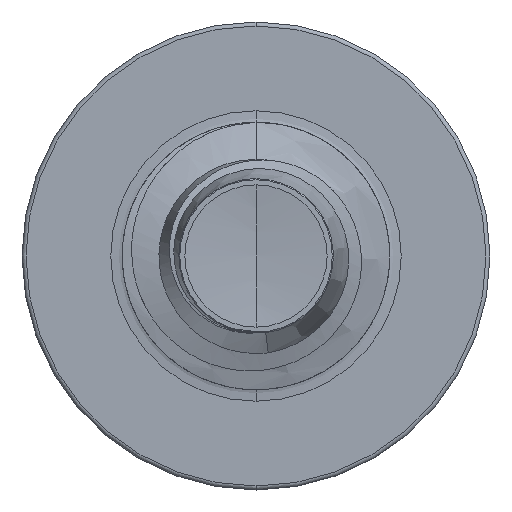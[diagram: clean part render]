
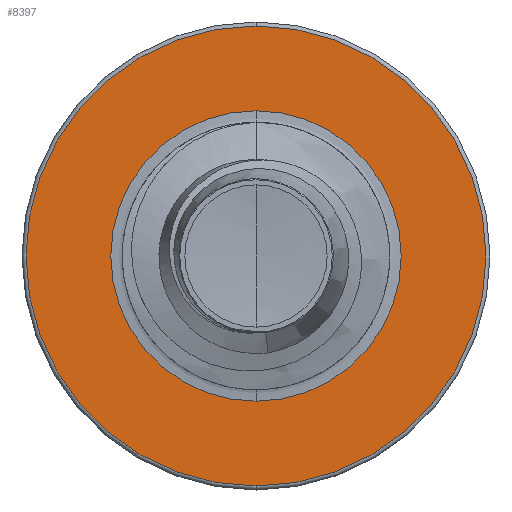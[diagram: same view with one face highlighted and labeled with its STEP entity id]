
A CAD part, front view. The second image highlights one B-rep face of the part: STEP entity #8397.
In plain terms, the highlighted planar face has unit normal (0, -1, 0).
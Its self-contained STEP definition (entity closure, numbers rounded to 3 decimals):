
#69 = CARTESIAN_POINT ( 'NONE',  ( 0., 7., 0. ) ) ;
#108 = EDGE_CURVE ( 'NONE', #3770, #15270, #3319, .T. ) ;
#300 = EDGE_CURVE ( 'NONE', #1417, #14720, #7629, .T. ) ;
#510 = DIRECTION ( 'NONE',  ( 0., 1., 0. ) ) ;
#978 = EDGE_LOOP ( 'NONE', ( #12349, #12087 ) ) ;
#1134 = CARTESIAN_POINT ( 'NONE',  ( 0., 7., -1.086 ) ) ;
#1417 = VERTEX_POINT ( 'NONE', #5053 ) ;
#1594 = CARTESIAN_POINT ( 'NONE',  ( 0., 7., 0. ) ) ;
#1682 = CARTESIAN_POINT ( 'NONE',  ( 0., 7., 0. ) ) ;
#2133 = DIRECTION ( 'NONE',  ( 0., 0., 1. ) ) ;
#2600 = FACE_OUTER_BOUND ( 'NONE', #15829, .T. ) ;
#3319 = CIRCLE ( 'NONE', #14575, 1.086 ) ;
#3770 = VERTEX_POINT ( 'NONE', #1134 ) ;
#5053 = CARTESIAN_POINT ( 'NONE',  ( 0., 7., -1.72 ) ) ;
#5597 = CIRCLE ( 'NONE', #16138, 1.086 ) ;
#6031 = CARTESIAN_POINT ( 'NONE',  ( 0., 7., 1.72 ) ) ;
#6722 = AXIS2_PLACEMENT_3D ( 'NONE', #1594, #8622, #8918 ) ;
#6825 = CARTESIAN_POINT ( 'NONE',  ( 0., 7., 0. ) ) ;
#7629 = CIRCLE ( 'NONE', #6722, 1.72 ) ;
#8232 = DIRECTION ( 'NONE',  ( 0., 1., 0. ) ) ;
#8361 = DIRECTION ( 'NONE',  ( 0., 0., 1. ) ) ;
#8397 = ADVANCED_FACE ( 'NONE', ( #2600, #16135 ), #17044, .F. ) ;
#8622 = DIRECTION ( 'NONE',  ( 0., 1., 0. ) ) ;
#8683 = DIRECTION ( 'NONE',  ( 0., 0., 1. ) ) ;
#8918 = DIRECTION ( 'NONE',  ( 0., 0., 1. ) ) ;
#10712 = CARTESIAN_POINT ( 'NONE',  ( 0., 7., -1.086 ) ) ;
#11665 = AXIS2_PLACEMENT_3D ( 'NONE', #6825, #15343, #8361 ) ;
#11695 = DIRECTION ( 'NONE',  ( 0., 1., 0. ) ) ;
#11954 = DIRECTION ( 'NONE',  ( 0., 0., 1. ) ) ;
#12087 = ORIENTED_EDGE ( 'NONE', *, *, #108, .T. ) ;
#12349 = ORIENTED_EDGE ( 'NONE', *, *, #15897, .T. ) ;
#13752 = ORIENTED_EDGE ( 'NONE', *, *, #300, .F. ) ;
#13929 = AXIS2_PLACEMENT_3D ( 'NONE', #10712, #510, #11954 ) ;
#13949 = ORIENTED_EDGE ( 'NONE', *, *, #16359, .F. ) ;
#14374 = CIRCLE ( 'NONE', #11665, 1.72 ) ;
#14431 = CARTESIAN_POINT ( 'NONE',  ( 0., 7., 1.086 ) ) ;
#14575 = AXIS2_PLACEMENT_3D ( 'NONE', #1682, #8232, #8683 ) ;
#14720 = VERTEX_POINT ( 'NONE', #6031 ) ;
#15270 = VERTEX_POINT ( 'NONE', #14431 ) ;
#15343 = DIRECTION ( 'NONE',  ( 0., 1., 0. ) ) ;
#15829 = EDGE_LOOP ( 'NONE', ( #13949, #13752 ) ) ;
#15897 = EDGE_CURVE ( 'NONE', #15270, #3770, #5597, .T. ) ;
#16135 = FACE_BOUND ( 'NONE', #978, .T. ) ;
#16138 = AXIS2_PLACEMENT_3D ( 'NONE', #69, #11695, #2133 ) ;
#16359 = EDGE_CURVE ( 'NONE', #14720, #1417, #14374, .T. ) ;
#17044 = PLANE ( 'NONE',  #13929 ) ;
